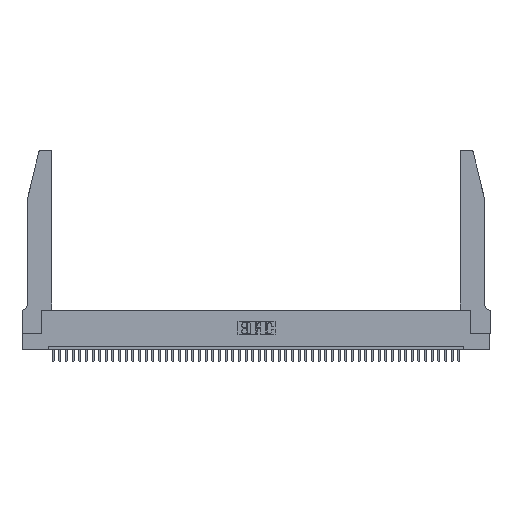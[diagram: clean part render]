
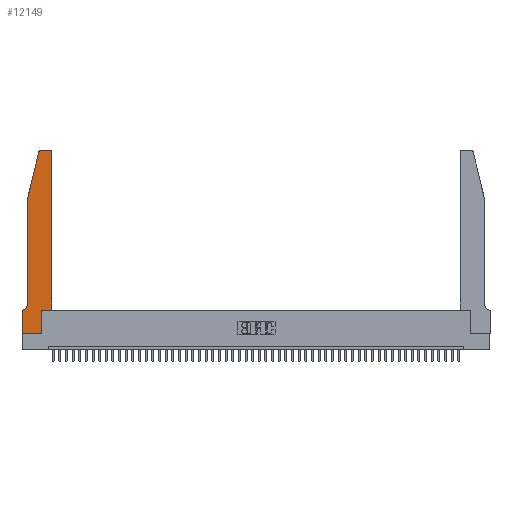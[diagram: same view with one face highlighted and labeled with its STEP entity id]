
A CAD part, top view. The second image highlights one B-rep face of the part: STEP entity #12149.
In plain terms, the highlighted planar face has unit normal (0, 0, 1).
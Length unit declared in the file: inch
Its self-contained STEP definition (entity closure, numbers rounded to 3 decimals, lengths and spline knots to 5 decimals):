
#161 = EDGE_CURVE ( 'NONE', #6910, #10663, #17117, .T. ) ;
#667 = VERTEX_POINT ( 'NONE', #45015 ) ;
#811 = ORIENTED_EDGE ( 'NONE', *, *, #11469, .T. ) ;
#934 = CARTESIAN_POINT ( 'NONE',  ( 0.0055, 0.42, 0.37 ) ) ;
#1059 = CARTESIAN_POINT ( 'NONE',  ( 0.0755, 2., 0.37 ) ) ;
#1098 = DIRECTION ( 'NONE',  ( 0., -1., 0. ) ) ;
#1443 = LINE ( 'NONE', #1059, #44040 ) ;
#1620 = EDGE_CURVE ( 'NONE', #34262, #35799, #43003, .T. ) ;
#1908 = CARTESIAN_POINT ( 'NONE',  ( 0.0755, 0.35, 0.37 ) ) ;
#2304 = CARTESIAN_POINT ( 'NONE',  ( 0.2865, 0.35, 0.37 ) ) ;
#2856 = ORIENTED_EDGE ( 'NONE', *, *, #29129, .T. ) ;
#2862 = CARTESIAN_POINT ( 'NONE',  ( 0.2865, 0.35, 0.37 ) ) ;
#3088 = CARTESIAN_POINT ( 'NONE',  ( 0.4205, 2.72, 0.37 ) ) ;
#3534 = EDGE_CURVE ( 'NONE', #12569, #32070, #48680, .T. ) ;
#4624 = DIRECTION ( 'NONE',  ( 0., -1., 0. ) ) ;
#4947 = DIRECTION ( 'NONE',  ( -1., 0., 0. ) ) ;
#4987 = ORIENTED_EDGE ( 'NONE', *, *, #8998, .T. ) ;
#5487 = ORIENTED_EDGE ( 'NONE', *, *, #17955, .T. ) ;
#6424 = VECTOR ( 'NONE', #1098, 39.37008 ) ;
#6562 = DIRECTION ( 'NONE',  ( 0., 0., 1. ) ) ;
#6910 = VERTEX_POINT ( 'NONE', #47570 ) ;
#7047 = CARTESIAN_POINT ( 'NONE',  ( 0.2605, 2.75, 0.37 ) ) ;
#7222 = VECTOR ( 'NONE', #7688, 39.37008 ) ;
#7688 = DIRECTION ( 'NONE',  ( 1., 0., 0. ) ) ;
#8836 = ORIENTED_EDGE ( 'NONE', *, *, #43674, .T. ) ;
#8998 = EDGE_CURVE ( 'NONE', #26919, #34262, #46266, .T. ) ;
#9679 = VERTEX_POINT ( 'NONE', #2862 ) ;
#10166 = DIRECTION ( 'NONE',  ( 0., 0., 1. ) ) ;
#10663 = VERTEX_POINT ( 'NONE', #42856 ) ;
#10747 = DIRECTION ( 'NONE',  ( 0., 1., 0. ) ) ;
#10943 = VECTOR ( 'NONE', #10747, 39.37008 ) ;
#11102 = CARTESIAN_POINT ( 'NONE',  ( 0.25487, 2.72718, 0.37 ) ) ;
#11158 = DIRECTION ( 'NONE',  ( -0.239, -0.971, 0. ) ) ;
#11469 = EDGE_CURVE ( 'NONE', #35799, #25115, #15501, .T. ) ;
#11792 = CIRCLE ( 'NONE', #18626, 0.03 ) ;
#12149 = ADVANCED_FACE ( 'NONE', ( #30288 ), #35217, .T. ) ;
#12569 = VERTEX_POINT ( 'NONE', #36584 ) ;
#13224 = VECTOR ( 'NONE', #42167, 39.37008 ) ;
#13583 = AXIS2_PLACEMENT_3D ( 'NONE', #934, #34639, #4947 ) ;
#13697 = ORIENTED_EDGE ( 'NONE', *, *, #3534, .T. ) ;
#15408 = ORIENTED_EDGE ( 'NONE', *, *, #44388, .T. ) ;
#15479 = CIRCLE ( 'NONE', #13583, 0.07 ) ;
#15501 = LINE ( 'NONE', #25004, #7222 ) ;
#15738 = CARTESIAN_POINT ( 'NONE',  ( 0.2865, 0., 0.37 ) ) ;
#15752 = CARTESIAN_POINT ( 'NONE',  ( 0.4505, 0.35, 0.37 ) ) ;
#16847 = CARTESIAN_POINT ( 'NONE',  ( 0., 0.35, 0.37 ) ) ;
#17079 = CARTESIAN_POINT ( 'NONE',  ( 0., 0., 0.37 ) ) ;
#17117 = LINE ( 'NONE', #7047, #36003 ) ;
#17955 = EDGE_CURVE ( 'NONE', #40229, #667, #40722, .T. ) ;
#18297 = DIRECTION ( 'NONE',  ( 1., 0., 0. ) ) ;
#18626 = AXIS2_PLACEMENT_3D ( 'NONE', #3088, #10166, #18297 ) ;
#19445 = DIRECTION ( 'NONE',  ( 0., 1., 0. ) ) ;
#21249 = CARTESIAN_POINT ( 'NONE',  ( 0.284, 2.72, 0.37 ) ) ;
#23219 = LINE ( 'NONE', #15752, #13224 ) ;
#24086 = CARTESIAN_POINT ( 'NONE',  ( 0., 0.35, 0.37 ) ) ;
#25004 = CARTESIAN_POINT ( 'NONE',  ( 0., 0., 0.37 ) ) ;
#25115 = VERTEX_POINT ( 'NONE', #15738 ) ;
#25929 = VECTOR ( 'NONE', #4624, 39.37008 ) ;
#26919 = VERTEX_POINT ( 'NONE', #29092 ) ;
#27764 = AXIS2_PLACEMENT_3D ( 'NONE', #21249, #6562, #47449 ) ;
#28120 = AXIS2_PLACEMENT_3D ( 'NONE', #24086, #40447, #42486 ) ;
#28295 = CARTESIAN_POINT ( 'NONE',  ( 0.0755, 2., 0.37 ) ) ;
#28303 = CARTESIAN_POINT ( 'NONE',  ( 0.4505, 2.72, 0.37 ) ) ;
#28341 = DIRECTION ( 'NONE',  ( -1., 0., 0. ) ) ;
#28454 = EDGE_LOOP ( 'NONE', ( #43733, #8836, #2856, #5487, #15408, #4987, #28519, #811, #34300, #31554, #13697, #41572 ) ) ;
#28519 = ORIENTED_EDGE ( 'NONE', *, *, #1620, .T. ) ;
#29092 = CARTESIAN_POINT ( 'NONE',  ( 0.0055, 0.35, 0.37 ) ) ;
#29129 = EDGE_CURVE ( 'NONE', #37853, #40229, #1443, .T. ) ;
#29609 = DIRECTION ( 'NONE',  ( -1., 0., 0. ) ) ;
#30288 = FACE_OUTER_BOUND ( 'NONE', #28454, .T. ) ;
#31554 = ORIENTED_EDGE ( 'NONE', *, *, #43579, .T. ) ;
#32070 = VERTEX_POINT ( 'NONE', #28303 ) ;
#33402 = LINE ( 'NONE', #2304, #10943 ) ;
#34014 = CARTESIAN_POINT ( 'NONE',  ( 0., 0., 0.37 ) ) ;
#34262 = VERTEX_POINT ( 'NONE', #16847 ) ;
#34300 = ORIENTED_EDGE ( 'NONE', *, *, #36485, .T. ) ;
#34322 = CARTESIAN_POINT ( 'NONE',  ( 0.0755, 2., 0.37 ) ) ;
#34639 = DIRECTION ( 'NONE',  ( 0., 0., -1. ) ) ;
#35217 = PLANE ( 'NONE',  #28120 ) ;
#35799 = VERTEX_POINT ( 'NONE', #17079 ) ;
#36003 = VECTOR ( 'NONE', #29609, 39.37008 ) ;
#36485 = EDGE_CURVE ( 'NONE', #25115, #9679, #33402, .T. ) ;
#36584 = CARTESIAN_POINT ( 'NONE',  ( 0.4505, 0.35, 0.37 ) ) ;
#37853 = VERTEX_POINT ( 'NONE', #11102 ) ;
#37898 = CARTESIAN_POINT ( 'NONE',  ( 0.4505, 0.35, 0.37 ) ) ;
#39822 = VECTOR ( 'NONE', #19445, 39.37008 ) ;
#40229 = VERTEX_POINT ( 'NONE', #28295 ) ;
#40447 = DIRECTION ( 'NONE',  ( 0., 0., 1. ) ) ;
#40722 = LINE ( 'NONE', #34322, #25929 ) ;
#41572 = ORIENTED_EDGE ( 'NONE', *, *, #42021, .T. ) ;
#41581 = VECTOR ( 'NONE', #28341, 39.37008 ) ;
#42021 = EDGE_CURVE ( 'NONE', #32070, #6910, #11792, .T. ) ;
#42167 = DIRECTION ( 'NONE',  ( 1., 0., 0. ) ) ;
#42486 = DIRECTION ( 'NONE',  ( 1., 0., 0. ) ) ;
#42856 = CARTESIAN_POINT ( 'NONE',  ( 0.284, 2.75, 0.37 ) ) ;
#43003 = LINE ( 'NONE', #34014, #6424 ) ;
#43579 = EDGE_CURVE ( 'NONE', #9679, #12569, #23219, .T. ) ;
#43674 = EDGE_CURVE ( 'NONE', #10663, #37853, #46249, .T. ) ;
#43733 = ORIENTED_EDGE ( 'NONE', *, *, #161, .T. ) ;
#44040 = VECTOR ( 'NONE', #11158, 39.37008 ) ;
#44388 = EDGE_CURVE ( 'NONE', #667, #26919, #15479, .T. ) ;
#45015 = CARTESIAN_POINT ( 'NONE',  ( 0.0755, 0.42, 0.37 ) ) ;
#46249 = CIRCLE ( 'NONE', #27764, 0.03 ) ;
#46266 = LINE ( 'NONE', #1908, #41581 ) ;
#47449 = DIRECTION ( 'NONE',  ( 1., 0., 0. ) ) ;
#47570 = CARTESIAN_POINT ( 'NONE',  ( 0.4205, 2.75, 0.37 ) ) ;
#48680 = LINE ( 'NONE', #37898, #39822 ) ;
